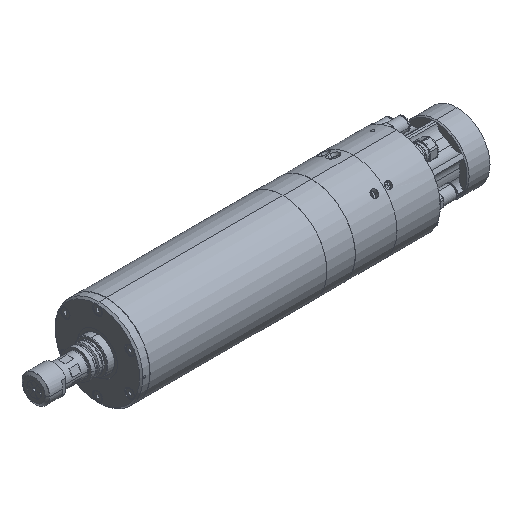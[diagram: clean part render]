
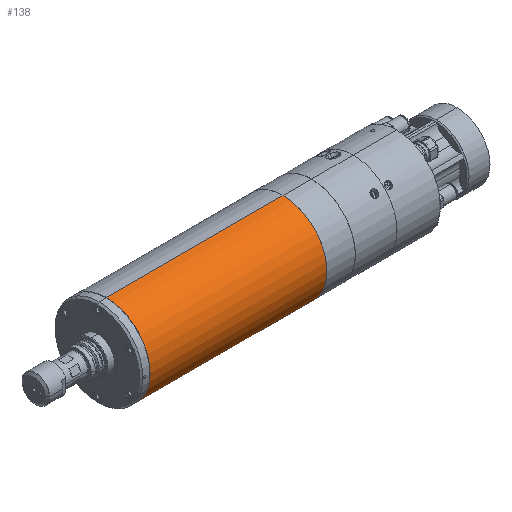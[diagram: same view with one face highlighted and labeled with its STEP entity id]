
A CAD part, isometric view. The second image highlights one B-rep face of the part: STEP entity #138.
In plain terms, the highlighted cylindrical face has radius 40 mm (diameter 80 mm), a partial arc.
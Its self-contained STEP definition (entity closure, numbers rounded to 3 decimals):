
#27 = ORIENTED_EDGE ( 'NONE', *, *, #2399, .F. ) ;
#28 = ORIENTED_EDGE ( 'NONE', *, *, #2350, .T. ) ;
#138 = ADVANCED_FACE ( 'NONE', ( #11868 ), #11867, .T. ) ;
#139 = EDGE_LOOP ( 'NONE', ( #22210, #1698, #28, #27 ) ) ;
#1698 = ORIENTED_EDGE ( 'NONE', *, *, #5553, .T. ) ;
#2261 = VERTEX_POINT ( 'NONE', #15734 ) ;
#2329 = VERTEX_POINT ( 'NONE', #15862 ) ;
#2330 = VERTEX_POINT ( 'NONE', #15861 ) ;
#2332 = EDGE_CURVE ( 'NONE', #2330, #2333, #15860, .T. ) ;
#2333 = VERTEX_POINT ( 'NONE', #15856 ) ;
#2350 = EDGE_CURVE ( 'NONE', #2329, #2261, #15903, .T. ) ;
#2399 = EDGE_CURVE ( 'NONE', #2333, #2261, #16005, .T. ) ;
#5553 = EDGE_CURVE ( 'NONE', #2330, #2329, #22111, .T. ) ;
#11863 = DIRECTION ( 'NONE',  ( 0., 0., -1. ) ) ;
#11864 = DIRECTION ( 'NONE',  ( 1., 0., 0. ) ) ;
#11865 = AXIS2_PLACEMENT_3D ( 'NONE', #11866, #11864, #11863 ) ;
#11866 = CARTESIAN_POINT ( 'NONE',  ( 177.1, 0., 0. ) ) ;
#11867 = CYLINDRICAL_SURFACE ( 'NONE', #11865, 40. ) ;
#11868 = FACE_OUTER_BOUND ( 'NONE', #139, .T. ) ;
#15734 = CARTESIAN_POINT ( 'NONE',  ( 177.1, 0., -40. ) ) ;
#15856 = CARTESIAN_POINT ( 'NONE',  ( 177.1, 0., 40. ) ) ;
#15857 = DIRECTION ( 'NONE',  ( 1., 0., 0. ) ) ;
#15858 = VECTOR ( 'NONE', #15857, 1000. ) ;
#15859 = CARTESIAN_POINT ( 'NONE',  ( 177.1, 0., 40. ) ) ;
#15860 = LINE ( 'NONE', #15859, #15858 ) ;
#15861 = CARTESIAN_POINT ( 'NONE',  ( 16.1, 0., 40. ) ) ;
#15862 = CARTESIAN_POINT ( 'NONE',  ( 16.1, 0., -40. ) ) ;
#15900 = DIRECTION ( 'NONE',  ( 1., 0., 0. ) ) ;
#15901 = VECTOR ( 'NONE', #15900, 1000. ) ;
#15902 = CARTESIAN_POINT ( 'NONE',  ( 177.1, 0., -40. ) ) ;
#15903 = LINE ( 'NONE', #15902, #15901 ) ;
#16001 = DIRECTION ( 'NONE',  ( 0., 0., -1. ) ) ;
#16002 = DIRECTION ( 'NONE',  ( 1., 0., 0. ) ) ;
#16003 = CARTESIAN_POINT ( 'NONE',  ( 177.1, 0., 0. ) ) ;
#16004 = AXIS2_PLACEMENT_3D ( 'NONE', #16003, #16002, #16001 ) ;
#16005 = CIRCLE ( 'NONE', #16004, 40. ) ;
#22107 = DIRECTION ( 'NONE',  ( 0., 0., -1. ) ) ;
#22108 = DIRECTION ( 'NONE',  ( 1., 0., 0. ) ) ;
#22109 = CARTESIAN_POINT ( 'NONE',  ( 16.1, 0., 0. ) ) ;
#22110 = AXIS2_PLACEMENT_3D ( 'NONE', #22109, #22108, #22107 ) ;
#22111 = CIRCLE ( 'NONE', #22110, 40. ) ;
#22210 = ORIENTED_EDGE ( 'NONE', *, *, #2332, .F. ) ;
